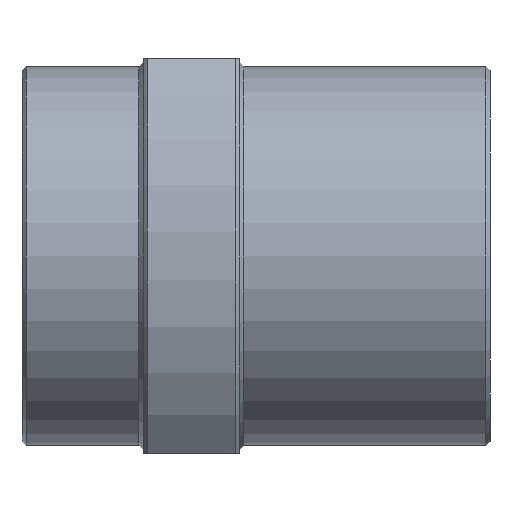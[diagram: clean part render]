
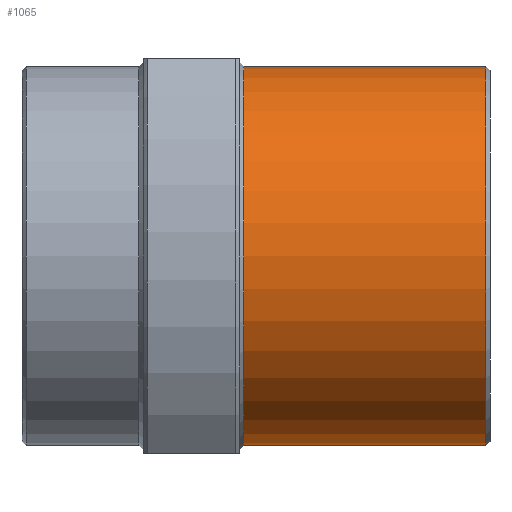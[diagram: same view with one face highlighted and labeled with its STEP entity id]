
A CAD part, front view. The second image highlights one B-rep face of the part: STEP entity #1065.
In plain terms, the highlighted cylindrical face has radius 23.5 mm (diameter 47 mm), a partial arc.
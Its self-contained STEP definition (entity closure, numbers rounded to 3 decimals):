
#3 = EDGE_LOOP ( 'NONE', ( #586, #884, #1225, #814 ) ) ;
#73 = DIRECTION ( 'NONE',  ( 0., 0., 1. ) ) ;
#79 = VERTEX_POINT ( 'NONE', #139 ) ;
#133 = CARTESIAN_POINT ( 'NONE',  ( 43.677, 0., 23.5 ) ) ;
#139 = CARTESIAN_POINT ( 'NONE',  ( 43.677, 0., -23.5 ) ) ;
#233 = CIRCLE ( 'NONE', #777, 23.5 ) ;
#248 = VECTOR ( 'NONE', #676, 1000. ) ;
#268 = DIRECTION ( 'NONE',  ( -1., 0., 0. ) ) ;
#275 = LINE ( 'NONE', #663, #838 ) ;
#290 = VERTEX_POINT ( 'NONE', #856 ) ;
#317 = EDGE_CURVE ( 'NONE', #79, #290, #275, .T. ) ;
#355 = VERTEX_POINT ( 'NONE', #668 ) ;
#381 = DIRECTION ( 'NONE',  ( 1., 0., 0. ) ) ;
#494 = EDGE_CURVE ( 'NONE', #79, #504, #653, .T. ) ;
#501 = LINE ( 'NONE', #598, #248 ) ;
#504 = VERTEX_POINT ( 'NONE', #133 ) ;
#516 = CARTESIAN_POINT ( 'NONE',  ( 43.677, 0., 0. ) ) ;
#552 = CYLINDRICAL_SURFACE ( 'NONE', #655, 23.5 ) ;
#579 = EDGE_CURVE ( 'NONE', #504, #355, #501, .T. ) ;
#586 = ORIENTED_EDGE ( 'NONE', *, *, #317, .F. ) ;
#598 = CARTESIAN_POINT ( 'NONE',  ( -56.309, 0., 23.5 ) ) ;
#616 = DIRECTION ( 'NONE',  ( -1., 0., 0. ) ) ;
#653 = CIRCLE ( 'NONE', #1248, 23.5 ) ;
#655 = AXIS2_PLACEMENT_3D ( 'NONE', #843, #268, #73 ) ;
#663 = CARTESIAN_POINT ( 'NONE',  ( -56.309, 0., -23.5 ) ) ;
#668 = CARTESIAN_POINT ( 'NONE',  ( 13.677, 0., 23.5 ) ) ;
#676 = DIRECTION ( 'NONE',  ( -1., 0., 0. ) ) ;
#759 = FACE_OUTER_BOUND ( 'NONE', #3, .T. ) ;
#772 = DIRECTION ( 'NONE',  ( 0., 0., 1. ) ) ;
#777 = AXIS2_PLACEMENT_3D ( 'NONE', #1260, #381, #772 ) ;
#814 = ORIENTED_EDGE ( 'NONE', *, *, #825, .T. ) ;
#825 = EDGE_CURVE ( 'NONE', #355, #290, #233, .T. ) ;
#838 = VECTOR ( 'NONE', #1051, 1000. ) ;
#843 = CARTESIAN_POINT ( 'NONE',  ( -56.309, 0., 0. ) ) ;
#856 = CARTESIAN_POINT ( 'NONE',  ( 13.677, 0., -23.5 ) ) ;
#884 = ORIENTED_EDGE ( 'NONE', *, *, #494, .T. ) ;
#1001 = DIRECTION ( 'NONE',  ( 0., 0., 1. ) ) ;
#1051 = DIRECTION ( 'NONE',  ( -1., 0., 0. ) ) ;
#1065 = ADVANCED_FACE ( 'NONE', ( #759 ), #552, .T. ) ;
#1225 = ORIENTED_EDGE ( 'NONE', *, *, #579, .T. ) ;
#1248 = AXIS2_PLACEMENT_3D ( 'NONE', #516, #616, #1001 ) ;
#1260 = CARTESIAN_POINT ( 'NONE',  ( 13.677, 0., 0. ) ) ;
